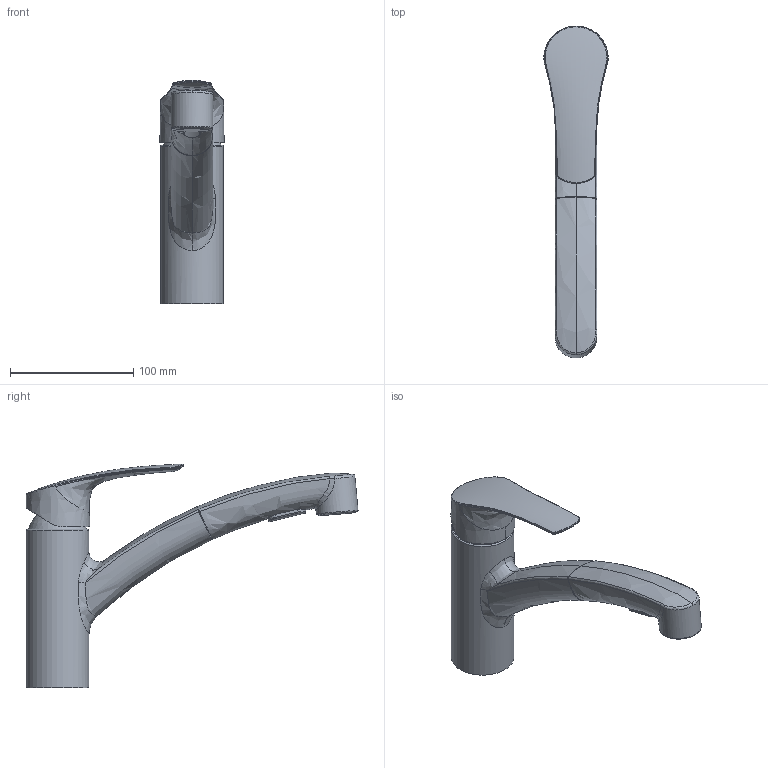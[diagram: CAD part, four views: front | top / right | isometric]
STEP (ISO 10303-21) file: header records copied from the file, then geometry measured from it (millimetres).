
FILE_DESCRIPTION(/* description */ ('Unknown'),/* implementation_level */ '2;1');
FILE_NAME(/* name */ '303050012',/* time_stamp */ '2022-09-01T08:55:10+02:00',/* author */ ('Unknown'),/* organization */ ('GROHE AG'),/* preprocessor_version */ 'ST-DEVELOPER v16.7',/* originating_system */ 'DEX',/* authorisation */ $);
FILE_SCHEMA (('AUTOMOTIVE_DESIGN {1 0 10303 214 3 1 1}'));
Products named in the file (7): 303050012; 30305001_2; 30305001_3; 30305001_4; 55502-10-04_0; 55502-10-01_0; 55502-00-02_0
Assembly tree (6 placements, depth 2):
  303050012
    30305001_2
    30305001_3
    30305001_4
    55502-10-04_0
    55502-10-01_0
    55502-00-02_0
Bounding box: 51.99 x 268.87 x 181.19 mm (x, y, z)
Volume: 470589.2 mm3; surface area: 92934.4 mm2
Topology: 6 solids, 10 shells, 1259 faces, 3029 edges, 1774 vertices
Faces by surface type: bspline 477, cylinder 327, plane 279, torus 77, sphere 72, cone 27
Full cylindrical faces by diameter (mm): 4.917 x2, 32 x1, 45.8 x1, 51 x1
Entity records: 75028 total; most frequent: CARTESIAN_POINT 41723, ORIENTED_EDGE 5958, DIRECTION 3860, EDGE_CURVE 2979, VERTEX_POINT 1763, AXIS2_PLACEMENT_3D 1555, B_SPLINE_CURVE_WITH_KNOTS 1463, EDGE_LOOP 1286
